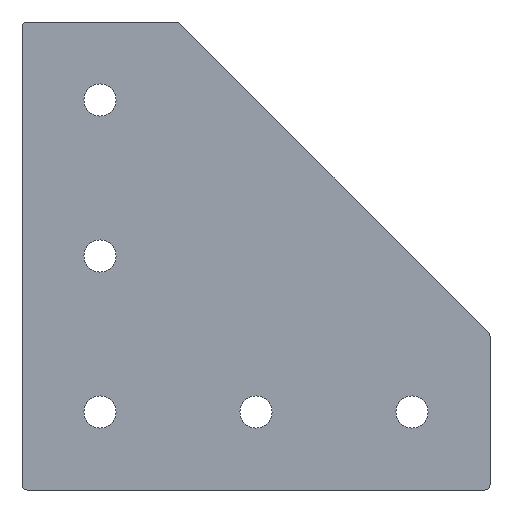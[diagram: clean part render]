
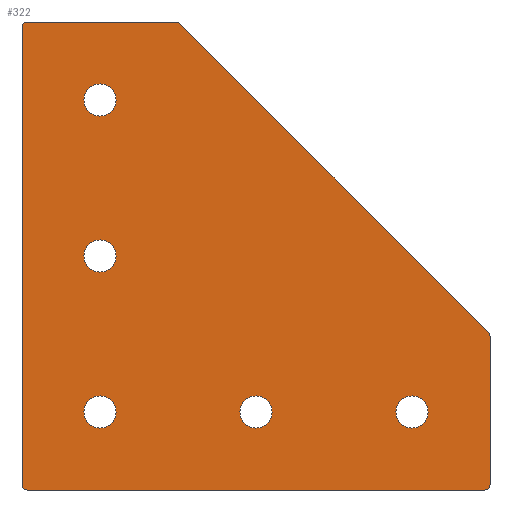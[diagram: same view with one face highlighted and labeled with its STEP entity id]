
A CAD part, left-side view. The second image highlights one B-rep face of the part: STEP entity #322.
In plain terms, the highlighted planar face has unit normal (-1, 0, 0).
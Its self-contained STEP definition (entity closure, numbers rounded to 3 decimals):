
#15=FACE_BOUND('',#51,.T.);
#16=FACE_BOUND('',#52,.T.);
#17=FACE_BOUND('',#53,.T.);
#18=FACE_BOUND('',#54,.T.);
#19=FACE_BOUND('',#55,.T.);
#25=PLANE('',#355);
#33=FACE_OUTER_BOUND('',#50,.T.);
#50=EDGE_LOOP('',(#225,#226,#227,#228,#229,#230,#231,#232,#233,#234));
#51=EDGE_LOOP('',(#235));
#52=EDGE_LOOP('',(#236));
#53=EDGE_LOOP('',(#237));
#54=EDGE_LOOP('',(#238));
#55=EDGE_LOOP('',(#239));
#78=LINE('',#502,#103);
#79=LINE('',#506,#104);
#80=LINE('',#510,#105);
#81=LINE('',#514,#106);
#82=LINE('',#517,#107);
#103=VECTOR('',#401,10.);
#104=VECTOR('',#404,10.);
#105=VECTOR('',#407,10.);
#106=VECTOR('',#410,10.);
#107=VECTOR('',#413,10.);
#127=CIRCLE('',#354,1.);
#128=CIRCLE('',#356,1.);
#129=CIRCLE('',#357,1.);
#130=CIRCLE('',#358,1.);
#131=CIRCLE('',#359,1.);
#132=CIRCLE('',#360,3.1);
#133=CIRCLE('',#361,3.1);
#134=CIRCLE('',#362,3.1);
#135=CIRCLE('',#363,3.1);
#136=CIRCLE('',#364,3.1);
#148=VERTEX_POINT('',#495);
#149=VERTEX_POINT('',#497);
#150=VERTEX_POINT('',#501);
#151=VERTEX_POINT('',#503);
#152=VERTEX_POINT('',#505);
#153=VERTEX_POINT('',#507);
#154=VERTEX_POINT('',#509);
#155=VERTEX_POINT('',#511);
#156=VERTEX_POINT('',#513);
#157=VERTEX_POINT('',#515);
#158=VERTEX_POINT('',#518);
#159=VERTEX_POINT('',#520);
#160=VERTEX_POINT('',#522);
#161=VERTEX_POINT('',#524);
#162=VERTEX_POINT('',#526);
#178=EDGE_CURVE('',#148,#149,#127,.T.);
#180=EDGE_CURVE('',#150,#148,#78,.T.);
#181=EDGE_CURVE('',#151,#150,#128,.T.);
#182=EDGE_CURVE('',#151,#152,#79,.T.);
#183=EDGE_CURVE('',#153,#152,#129,.T.);
#184=EDGE_CURVE('',#153,#154,#80,.T.);
#185=EDGE_CURVE('',#155,#154,#130,.T.);
#186=EDGE_CURVE('',#155,#156,#81,.T.);
#187=EDGE_CURVE('',#157,#156,#131,.T.);
#188=EDGE_CURVE('',#149,#157,#82,.T.);
#189=EDGE_CURVE('',#158,#158,#132,.T.);
#190=EDGE_CURVE('',#159,#159,#133,.T.);
#191=EDGE_CURVE('',#160,#160,#134,.T.);
#192=EDGE_CURVE('',#161,#161,#135,.T.);
#193=EDGE_CURVE('',#162,#162,#136,.T.);
#225=ORIENTED_EDGE('',*,*,#178,.F.);
#226=ORIENTED_EDGE('',*,*,#180,.F.);
#227=ORIENTED_EDGE('',*,*,#181,.F.);
#228=ORIENTED_EDGE('',*,*,#182,.T.);
#229=ORIENTED_EDGE('',*,*,#183,.F.);
#230=ORIENTED_EDGE('',*,*,#184,.T.);
#231=ORIENTED_EDGE('',*,*,#185,.F.);
#232=ORIENTED_EDGE('',*,*,#186,.T.);
#233=ORIENTED_EDGE('',*,*,#187,.F.);
#234=ORIENTED_EDGE('',*,*,#188,.F.);
#235=ORIENTED_EDGE('',*,*,#189,.F.);
#236=ORIENTED_EDGE('',*,*,#190,.F.);
#237=ORIENTED_EDGE('',*,*,#191,.F.);
#238=ORIENTED_EDGE('',*,*,#192,.F.);
#239=ORIENTED_EDGE('',*,*,#193,.F.);
#322=ADVANCED_FACE('',(#33,#15,#16,#17,#18,#19),#25,.F.);
#354=AXIS2_PLACEMENT_3D('',#498,#396,#397);
#355=AXIS2_PLACEMENT_3D('',#500,#399,#400);
#356=AXIS2_PLACEMENT_3D('',#504,#402,#403);
#357=AXIS2_PLACEMENT_3D('',#508,#405,#406);
#358=AXIS2_PLACEMENT_3D('',#512,#408,#409);
#359=AXIS2_PLACEMENT_3D('',#516,#411,#412);
#360=AXIS2_PLACEMENT_3D('',#519,#414,#415);
#361=AXIS2_PLACEMENT_3D('',#521,#416,#417);
#362=AXIS2_PLACEMENT_3D('',#523,#418,#419);
#363=AXIS2_PLACEMENT_3D('',#525,#420,#421);
#364=AXIS2_PLACEMENT_3D('',#527,#422,#423);
#396=DIRECTION('center_axis',(1.,0.,0.));
#397=DIRECTION('ref_axis',(0.,-0.383,0.924));
#399=DIRECTION('center_axis',(1.,0.,0.));
#400=DIRECTION('ref_axis',(0.,1.,0.));
#401=DIRECTION('',(0.,-1.,0.));
#402=DIRECTION('center_axis',(1.,0.,0.));
#403=DIRECTION('ref_axis',(0.,0.707,0.707));
#404=DIRECTION('',(0.,0.,-1.));
#405=DIRECTION('center_axis',(1.,0.,0.));
#406=DIRECTION('ref_axis',(0.,0.707,-0.707));
#407=DIRECTION('',(0.,-1.,0.));
#408=DIRECTION('center_axis',(1.,0.,0.));
#409=DIRECTION('ref_axis',(0.,-0.707,-0.707));
#410=DIRECTION('',(0.,0.,1.));
#411=DIRECTION('center_axis',(1.,0.,0.));
#412=DIRECTION('ref_axis',(0.,-0.924,0.383));
#413=DIRECTION('',(0.,-0.707,-0.707));
#414=DIRECTION('center_axis',(-1.,0.,0.));
#415=DIRECTION('ref_axis',(0.,1.,0.));
#416=DIRECTION('center_axis',(-1.,0.,0.));
#417=DIRECTION('ref_axis',(0.,1.,0.));
#418=DIRECTION('center_axis',(-1.,0.,0.));
#419=DIRECTION('ref_axis',(0.,1.,0.));
#420=DIRECTION('center_axis',(-1.,0.,0.));
#421=DIRECTION('ref_axis',(0.,1.,0.));
#422=DIRECTION('center_axis',(-1.,0.,0.));
#423=DIRECTION('ref_axis',(0.,1.,0.));
#495=CARTESIAN_POINT('',(0.,2.019,59.182));
#497=CARTESIAN_POINT('',(0.,1.312,58.889));
#498=CARTESIAN_POINT('Origin',(0.,2.019,58.182));
#500=CARTESIAN_POINT('Origin',(0.,-13.395,14.182));
#501=CARTESIAN_POINT('',(0.,30.605,59.182));
#502=CARTESIAN_POINT('',(0.,31.605,59.182));
#503=CARTESIAN_POINT('',(0.,31.605,58.182));
#504=CARTESIAN_POINT('Origin',(0.,30.605,58.182));
#505=CARTESIAN_POINT('',(0.,31.605,-29.818));
#506=CARTESIAN_POINT('',(0.,31.605,59.182));
#507=CARTESIAN_POINT('',(0.,30.605,-30.818));
#508=CARTESIAN_POINT('Origin',(0.,30.605,-29.818));
#509=CARTESIAN_POINT('',(0.,-57.395,-30.818));
#510=CARTESIAN_POINT('',(0.,31.605,-30.818));
#511=CARTESIAN_POINT('',(0.,-58.395,-29.818));
#512=CARTESIAN_POINT('Origin',(0.,-57.395,-29.818));
#513=CARTESIAN_POINT('',(0.,-58.395,-1.232));
#514=CARTESIAN_POINT('',(0.,-58.395,-30.818));
#515=CARTESIAN_POINT('',(0.,-58.102,-0.525));
#516=CARTESIAN_POINT('Origin',(0.,-57.395,-1.232));
#517=CARTESIAN_POINT('',(0.,1.605,59.182));
#518=CARTESIAN_POINT('',(0.,13.505,44.182));
#519=CARTESIAN_POINT('Origin',(0.,16.605,44.182));
#520=CARTESIAN_POINT('',(0.,13.505,14.182));
#521=CARTESIAN_POINT('Origin',(0.,16.605,14.182));
#522=CARTESIAN_POINT('',(0.,-46.495,-15.818));
#523=CARTESIAN_POINT('Origin',(0.,-43.395,-15.818));
#524=CARTESIAN_POINT('',(0.,13.505,-15.818));
#525=CARTESIAN_POINT('Origin',(0.,16.605,-15.818));
#526=CARTESIAN_POINT('',(0.,-16.495,-15.818));
#527=CARTESIAN_POINT('Origin',(0.,-13.395,-15.818));
